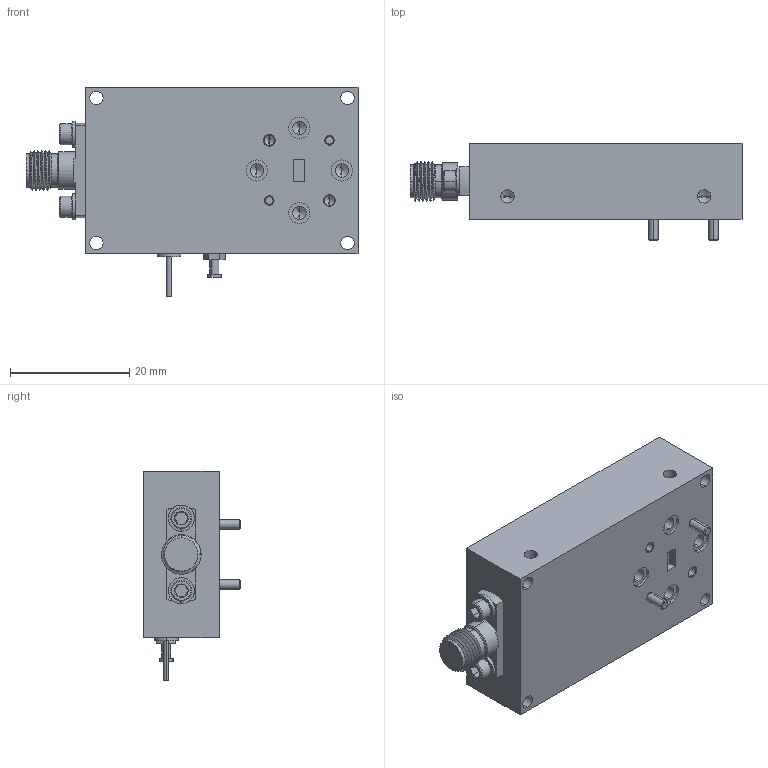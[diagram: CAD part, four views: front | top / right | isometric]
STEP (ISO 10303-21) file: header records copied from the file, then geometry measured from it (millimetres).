
FILE_DESCRIPTION (( 'STEP AP203' ), '1' );
FILE_NAME ('DMFA-15-311-1, DF.STEP', '2018-05-10T21:51:31', ( '' ), ( '' ), 'SwSTEP 2.0', 'SolidWorks 2016', '' );
FILE_SCHEMA (( 'CONFIG_CONTROL_DESIGN' ));
Products named in the file (2): DMFA-15-311-1, DF
Bounding box: 55.75 x 16.36 x 35.18 mm (x, y, z)
Volume: 16285.9 mm3; surface area: 9517 mm2
Topology: 3 solids, 3 shells, 1404 faces, 3808 edges, 2500 vertices
Faces by surface type: plane 636, bspline 543, cylinder 139, cone 84, torus 2
Entity records: 69601 total; most frequent: CARTESIAN_POINT 38125, ORIENTED_EDGE 7576, DIRECTION 4557, EDGE_CURVE 3788, VERTEX_POINT 2500, VECTOR 2177, LINE 2177, EDGE_LOOP 1530
